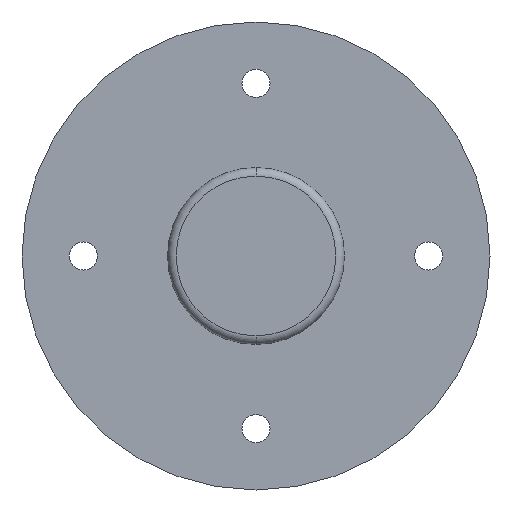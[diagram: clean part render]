
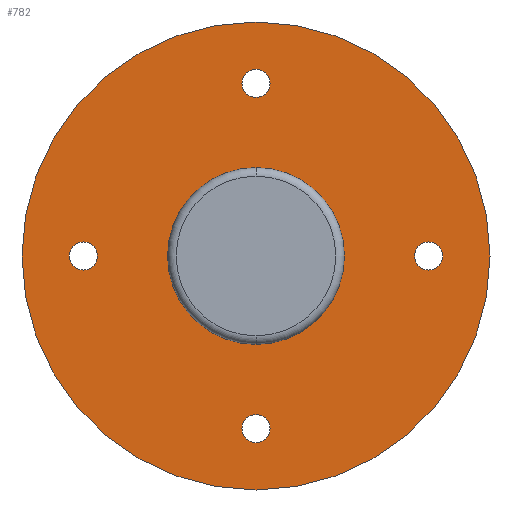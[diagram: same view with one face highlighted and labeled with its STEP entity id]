
A CAD part, front view. The second image highlights one B-rep face of the part: STEP entity #782.
In plain terms, the highlighted planar face has unit normal (0, -1, 0).
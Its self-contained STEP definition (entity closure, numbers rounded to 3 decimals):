
#3 = PLANE ( 'NONE',  #539 ) ;
#4 = ORIENTED_EDGE ( 'NONE', *, *, #425, .F. ) ;
#8 = ORIENTED_EDGE ( 'NONE', *, *, #204, .T. ) ;
#10 = CARTESIAN_POINT ( 'NONE',  ( 0., 74.5, 40. ) ) ;
#13 = FACE_BOUND ( 'NONE', #19, .T. ) ;
#15 = CARTESIAN_POINT ( 'NONE',  ( 0., 74.5, -54.25 ) ) ;
#16 = EDGE_CURVE ( 'NONE', #47, #388, #462, .T. ) ;
#19 = EDGE_LOOP ( 'NONE', ( #551, #322 ) ) ;
#34 = DIRECTION ( 'NONE',  ( 0., 1., 0. ) ) ;
#47 = VERTEX_POINT ( 'NONE', #142 ) ;
#52 = CIRCLE ( 'NONE', #313, 3.25 ) ;
#61 = EDGE_LOOP ( 'NONE', ( #572, #8 ) ) ;
#67 = DIRECTION ( 'NONE',  ( 0., 0., -1. ) ) ;
#70 = DIRECTION ( 'NONE',  ( 0., 0., 1. ) ) ;
#75 = CARTESIAN_POINT ( 'NONE',  ( -20.5, 74.5, 0. ) ) ;
#84 = DIRECTION ( 'NONE',  ( 0., -1., 0. ) ) ;
#85 = ORIENTED_EDGE ( 'NONE', *, *, #876, .T. ) ;
#87 = ORIENTED_EDGE ( 'NONE', *, *, #224, .T. ) ;
#92 = EDGE_CURVE ( 'NONE', #666, #181, #752, .T. ) ;
#93 = ORIENTED_EDGE ( 'NONE', *, *, #662, .F. ) ;
#94 = VERTEX_POINT ( 'NONE', #203 ) ;
#97 = FACE_BOUND ( 'NONE', #320, .T. ) ;
#99 = ORIENTED_EDGE ( 'NONE', *, *, #884, .T. ) ;
#109 = VERTEX_POINT ( 'NONE', #510 ) ;
#118 = AXIS2_PLACEMENT_3D ( 'NONE', #461, #312, #838 ) ;
#142 = CARTESIAN_POINT ( 'NONE',  ( 40., 74.5, -3.25 ) ) ;
#144 = CIRCLE ( 'NONE', #335, 3.25 ) ;
#153 = ORIENTED_EDGE ( 'NONE', *, *, #92, .T. ) ;
#156 = CIRCLE ( 'NONE', #256, 3.25 ) ;
#157 = CIRCLE ( 'NONE', #493, 3.25 ) ;
#160 = AXIS2_PLACEMENT_3D ( 'NONE', #885, #84, #600 ) ;
#167 = CARTESIAN_POINT ( 'NONE',  ( 0., 74.5, -40. ) ) ;
#181 = VERTEX_POINT ( 'NONE', #15 ) ;
#202 = CARTESIAN_POINT ( 'NONE',  ( 0., 74.5, 36.75 ) ) ;
#203 = CARTESIAN_POINT ( 'NONE',  ( 0., 74.5, -43.25 ) ) ;
#204 = EDGE_CURVE ( 'NONE', #792, #370, #698, .T. ) ;
#215 = AXIS2_PLACEMENT_3D ( 'NONE', #653, #500, #67 ) ;
#224 = EDGE_CURVE ( 'NONE', #359, #94, #156, .T. ) ;
#240 = EDGE_CURVE ( 'NONE', #94, #359, #649, .T. ) ;
#242 = CARTESIAN_POINT ( 'NONE',  ( 0., 74.5, 40. ) ) ;
#256 = AXIS2_PLACEMENT_3D ( 'NONE', #167, #34, #840 ) ;
#261 = DIRECTION ( 'NONE',  ( 0., 0., 1. ) ) ;
#288 = DIRECTION ( 'NONE',  ( 0., 1., 0. ) ) ;
#298 = VERTEX_POINT ( 'NONE', #772 ) ;
#312 = DIRECTION ( 'NONE',  ( 0., 1., 0. ) ) ;
#313 = AXIS2_PLACEMENT_3D ( 'NONE', #697, #771, #330 ) ;
#320 = EDGE_LOOP ( 'NONE', ( #87, #453 ) ) ;
#322 = ORIENTED_EDGE ( 'NONE', *, *, #16, .T. ) ;
#330 = DIRECTION ( 'NONE',  ( 0., 0., 1. ) ) ;
#332 = FACE_OUTER_BOUND ( 'NONE', #928, .T. ) ;
#335 = AXIS2_PLACEMENT_3D ( 'NONE', #799, #731, #888 ) ;
#345 = CARTESIAN_POINT ( 'NONE',  ( 0., 74.5, 43.25 ) ) ;
#359 = VERTEX_POINT ( 'NONE', #780 ) ;
#360 = CARTESIAN_POINT ( 'NONE',  ( -40., 74.5, -3.25 ) ) ;
#370 = VERTEX_POINT ( 'NONE', #345 ) ;
#386 = AXIS2_PLACEMENT_3D ( 'NONE', #242, #916, #534 ) ;
#388 = VERTEX_POINT ( 'NONE', #787 ) ;
#401 = DIRECTION ( 'NONE',  ( 0., 1., 0. ) ) ;
#420 = DIRECTION ( 'NONE',  ( 0., 1., 0. ) ) ;
#421 = EDGE_LOOP ( 'NONE', ( #93, #4 ) ) ;
#425 = EDGE_CURVE ( 'NONE', #109, #909, #663, .T. ) ;
#453 = ORIENTED_EDGE ( 'NONE', *, *, #240, .T. ) ;
#461 = CARTESIAN_POINT ( 'NONE',  ( 0., 74.5, -40. ) ) ;
#462 = CIRCLE ( 'NONE', #701, 3.25 ) ;
#469 = EDGE_CURVE ( 'NONE', #181, #666, #484, .T. ) ;
#470 = CARTESIAN_POINT ( 'NONE',  ( 40., 74.5, 0. ) ) ;
#484 = CIRCLE ( 'NONE', #215, 54.25 ) ;
#493 = AXIS2_PLACEMENT_3D ( 'NONE', #10, #420, #513 ) ;
#500 = DIRECTION ( 'NONE',  ( 0., -1., 0. ) ) ;
#510 = CARTESIAN_POINT ( 'NONE',  ( 0., 74.5, 20.5 ) ) ;
#513 = DIRECTION ( 'NONE',  ( 0., 0., 1. ) ) ;
#519 = AXIS2_PLACEMENT_3D ( 'NONE', #722, #650, #788 ) ;
#523 = FACE_BOUND ( 'NONE', #804, .T. ) ;
#534 = DIRECTION ( 'NONE',  ( 0., 0., 1. ) ) ;
#536 = AXIS2_PLACEMENT_3D ( 'NONE', #571, #577, #715 ) ;
#539 = AXIS2_PLACEMENT_3D ( 'NONE', #75, #288, #70 ) ;
#551 = ORIENTED_EDGE ( 'NONE', *, *, #796, .T. ) ;
#571 = CARTESIAN_POINT ( 'NONE',  ( 0., 74.5, 0. ) ) ;
#572 = ORIENTED_EDGE ( 'NONE', *, *, #760, .T. ) ;
#577 = DIRECTION ( 'NONE',  ( 0., -1., 0. ) ) ;
#582 = FACE_BOUND ( 'NONE', #61, .T. ) ;
#600 = DIRECTION ( 'NONE',  ( 0., 0., -1. ) ) ;
#605 = AXIS2_PLACEMENT_3D ( 'NONE', #852, #401, #261 ) ;
#622 = DIRECTION ( 'NONE',  ( 0., 1., 0. ) ) ;
#649 = CIRCLE ( 'NONE', #118, 3.25 ) ;
#650 = DIRECTION ( 'NONE',  ( 0., -1., 0. ) ) ;
#653 = CARTESIAN_POINT ( 'NONE',  ( 0., 74.5, 0. ) ) ;
#662 = EDGE_CURVE ( 'NONE', #909, #109, #931, .T. ) ;
#663 = CIRCLE ( 'NONE', #536, 20.5 ) ;
#666 = VERTEX_POINT ( 'NONE', #863 ) ;
#697 = CARTESIAN_POINT ( 'NONE',  ( -40., 74.5, 0. ) ) ;
#698 = CIRCLE ( 'NONE', #386, 3.25 ) ;
#699 = FACE_BOUND ( 'NONE', #421, .T. ) ;
#701 = AXIS2_PLACEMENT_3D ( 'NONE', #470, #622, #764 ) ;
#715 = DIRECTION ( 'NONE',  ( 0., 0., -1. ) ) ;
#722 = CARTESIAN_POINT ( 'NONE',  ( 0., 74.5, 0. ) ) ;
#731 = DIRECTION ( 'NONE',  ( 0., 1., 0. ) ) ;
#752 = CIRCLE ( 'NONE', #160, 54.25 ) ;
#760 = EDGE_CURVE ( 'NONE', #370, #792, #157, .T. ) ;
#764 = DIRECTION ( 'NONE',  ( 0., 0., 1. ) ) ;
#769 = CIRCLE ( 'NONE', #605, 3.25 ) ;
#771 = DIRECTION ( 'NONE',  ( 0., 1., 0. ) ) ;
#772 = CARTESIAN_POINT ( 'NONE',  ( -40., 74.5, 3.25 ) ) ;
#775 = ORIENTED_EDGE ( 'NONE', *, *, #469, .T. ) ;
#780 = CARTESIAN_POINT ( 'NONE',  ( 0., 74.5, -36.75 ) ) ;
#782 = ADVANCED_FACE ( 'NONE', ( #523, #582, #13, #97, #699, #332 ), #3, .F. ) ;
#787 = CARTESIAN_POINT ( 'NONE',  ( 40., 74.5, 3.25 ) ) ;
#788 = DIRECTION ( 'NONE',  ( 0., 0., -1. ) ) ;
#792 = VERTEX_POINT ( 'NONE', #202 ) ;
#796 = EDGE_CURVE ( 'NONE', #388, #47, #144, .T. ) ;
#799 = CARTESIAN_POINT ( 'NONE',  ( 40., 74.5, 0. ) ) ;
#804 = EDGE_LOOP ( 'NONE', ( #85, #99 ) ) ;
#838 = DIRECTION ( 'NONE',  ( 0., 0., 1. ) ) ;
#839 = VERTEX_POINT ( 'NONE', #360 ) ;
#840 = DIRECTION ( 'NONE',  ( 0., 0., 1. ) ) ;
#852 = CARTESIAN_POINT ( 'NONE',  ( -40., 74.5, 0. ) ) ;
#863 = CARTESIAN_POINT ( 'NONE',  ( 0., 74.5, 54.25 ) ) ;
#876 = EDGE_CURVE ( 'NONE', #298, #839, #52, .T. ) ;
#884 = EDGE_CURVE ( 'NONE', #839, #298, #769, .T. ) ;
#885 = CARTESIAN_POINT ( 'NONE',  ( 0., 74.5, 0. ) ) ;
#888 = DIRECTION ( 'NONE',  ( 0., 0., 1. ) ) ;
#909 = VERTEX_POINT ( 'NONE', #923 ) ;
#916 = DIRECTION ( 'NONE',  ( 0., 1., 0. ) ) ;
#923 = CARTESIAN_POINT ( 'NONE',  ( 0., 74.5, -20.5 ) ) ;
#928 = EDGE_LOOP ( 'NONE', ( #775, #153 ) ) ;
#931 = CIRCLE ( 'NONE', #519, 20.5 ) ;
